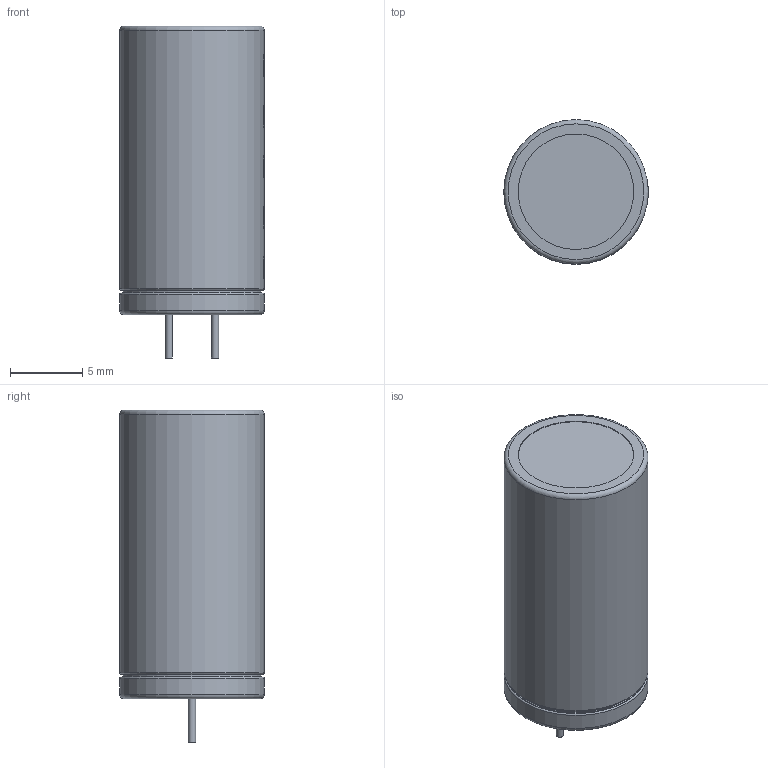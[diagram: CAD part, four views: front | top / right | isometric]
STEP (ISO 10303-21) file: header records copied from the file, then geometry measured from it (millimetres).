
FILE_DESCRIPTION(('FreeCAD Model'),'2;1');
FILE_NAME('E3_5x10x20.stp', '2019-11-24T14:25:39',('Author'),(''), 'Open CASCADE STEP processor 6.8','FreeCAD','Unknown');
FILE_SCHEMA(('AUTOMOTIVE_DESIGN { 1 0 10303 214 1 1 1 1 }'));
Length unit declared in the file: millimetre
Products named in the file (4): ASSEMBLY; Fillet002; Pad; Array
Assembly tree (3 placements, depth 2):
  ASSEMBLY
    Fillet002
    Pad
    Array
Bounding box: 10 x 10 x 23 mm (x, y, z)
Volume: 1563.9 mm3; surface area: 813.6 mm2
Topology: 8 solids, 8 shells, 53 faces, 93 edges, 60 vertices
Faces by surface type: plane 30, cylinder 17, torus 6
Full cylindrical faces by diameter (mm): 0.5 x2, 8 x1, 9 x1, 9.6 x1, 10 x2
Entity records: 2758 total; most frequent: CARTESIAN_POINT 480, DIRECTION 415, LINE 187, VECTOR 187, ORIENTED_EDGE 186, PCURVE 186, DEFINITIONAL_REPRESENTATION 186, AXIS2_PLACEMENT_3D 103
